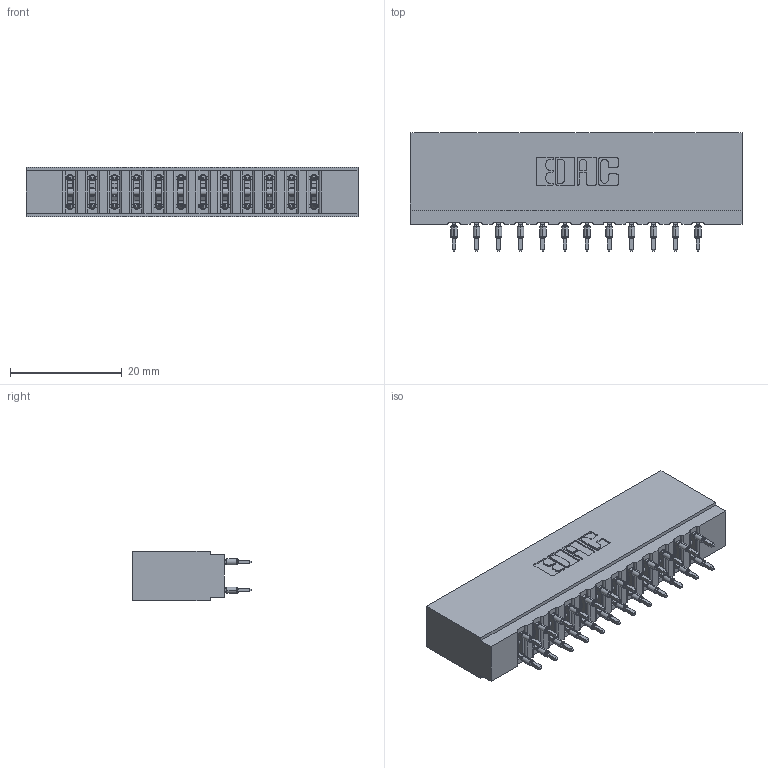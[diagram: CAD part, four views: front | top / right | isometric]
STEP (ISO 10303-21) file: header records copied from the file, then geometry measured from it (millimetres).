
FILE_DESCRIPTION (( 'STEP AP203' ), '1' );
FILE_NAME ('737-024-560-201.STEP', '2020-09-10T22:05:48', ( '' ), ( '' ), 'SwSTEP 2.0', 'SolidWorks 2020', '' );
FILE_SCHEMA (( 'CONFIG_CONTROL_DESIGN' ));
Length unit declared in the file: inch
Products named in the file (3): 737 Part_Insulator Option - 01; 737-024-560-201; 745-292-001_560
Assembly tree (25 placements, depth 2):
  737-024-560-201
    737 Part_Insulator Option - 01
    745-292-001_560  x24
Bounding box: 59.39 x 21.22 x 8.89 mm (x, y, z)
Volume: 6149.1 mm3; surface area: 8694.9 mm2
Topology: 25 solids, 25 shells, 2470 faces, 6759 edges, 4298 vertices
Faces by surface type: plane 1290, cylinder 556, bspline 480, torus 144
Entity records: 24990 total; most frequent: CARTESIAN_POINT 4851, ORIENTED_EDGE 4226, DIRECTION 3719, EDGE_CURVE 2113, VECTOR 1851, LINE 1851, VERTEX_POINT 1354, AXIS2_PLACEMENT_3D 934
